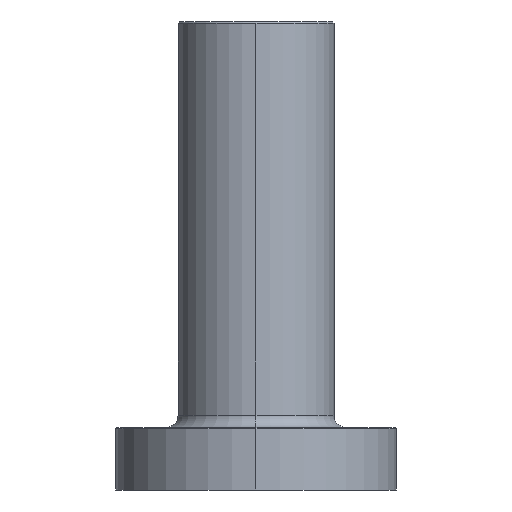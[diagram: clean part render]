
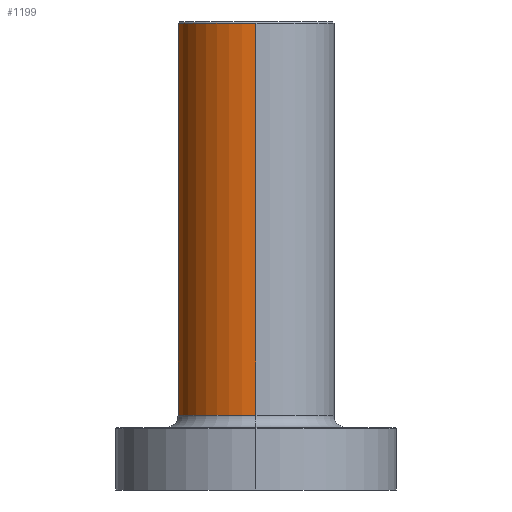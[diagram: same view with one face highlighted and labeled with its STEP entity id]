
A CAD part, left-side view. The second image highlights one B-rep face of the part: STEP entity #1199.
In plain terms, the highlighted cylindrical face has radius 12.5 mm (diameter 25 mm), a partial arc.
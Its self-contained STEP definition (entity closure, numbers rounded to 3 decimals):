
#109 = CARTESIAN_POINT ( 'NONE',  ( 12.5, 0., 12. ) ) ;
#115 = AXIS2_PLACEMENT_3D ( 'NONE', #1034, #415, #523 ) ;
#118 = DIRECTION ( 'NONE',  ( 0., 0., -1. ) ) ;
#124 = EDGE_CURVE ( 'NONE', #1295, #1059, #741, .T. ) ;
#197 = CARTESIAN_POINT ( 'NONE',  ( -12.5, 0., 12. ) ) ;
#221 = LINE ( 'NONE', #1049, #871 ) ;
#256 = EDGE_CURVE ( 'NONE', #1295, #1292, #822, .T. ) ;
#267 = EDGE_LOOP ( 'NONE', ( #554, #571, #517, #1160 ) ) ;
#279 = AXIS2_PLACEMENT_3D ( 'NONE', #761, #1175, #1015 ) ;
#353 = CYLINDRICAL_SURFACE ( 'NONE', #279, 12.5 ) ;
#415 = DIRECTION ( 'NONE',  ( 0., 0., -1. ) ) ;
#471 = EDGE_CURVE ( 'NONE', #1059, #472, #221, .T. ) ;
#472 = VERTEX_POINT ( 'NONE', #109 ) ;
#501 = DIRECTION ( 'NONE',  ( 1., 0., 0. ) ) ;
#517 = ORIENTED_EDGE ( 'NONE', *, *, #987, .T. ) ;
#523 = DIRECTION ( 'NONE',  ( 1., 0., 0. ) ) ;
#554 = ORIENTED_EDGE ( 'NONE', *, *, #124, .T. ) ;
#571 = ORIENTED_EDGE ( 'NONE', *, *, #471, .T. ) ;
#601 = VECTOR ( 'NONE', #852, 1000. ) ;
#741 = CIRCLE ( 'NONE', #115, 12.5 ) ;
#761 = CARTESIAN_POINT ( 'NONE',  ( 0., 0., 0. ) ) ;
#795 = DIRECTION ( 'NONE',  ( 0., 0., 1. ) ) ;
#822 = LINE ( 'NONE', #935, #601 ) ;
#852 = DIRECTION ( 'NONE',  ( 0., 0., -1. ) ) ;
#871 = VECTOR ( 'NONE', #118, 1000. ) ;
#930 = CARTESIAN_POINT ( 'NONE',  ( -12.5, 0., 74.8 ) ) ;
#935 = CARTESIAN_POINT ( 'NONE',  ( -12.5, 0., 0. ) ) ;
#987 = EDGE_CURVE ( 'NONE', #472, #1292, #1186, .T. ) ;
#1015 = DIRECTION ( 'NONE',  ( -1., 0., 0. ) ) ;
#1034 = CARTESIAN_POINT ( 'NONE',  ( 0., 0., 74.8 ) ) ;
#1049 = CARTESIAN_POINT ( 'NONE',  ( 12.5, 0., 0. ) ) ;
#1059 = VERTEX_POINT ( 'NONE', #1133 ) ;
#1133 = CARTESIAN_POINT ( 'NONE',  ( 12.5, 0., 74.8 ) ) ;
#1160 = ORIENTED_EDGE ( 'NONE', *, *, #256, .F. ) ;
#1175 = DIRECTION ( 'NONE',  ( 0., 0., -1. ) ) ;
#1186 = CIRCLE ( 'NONE', #1310, 12.5 ) ;
#1199 = ADVANCED_FACE ( 'NONE', ( #1284 ), #353, .T. ) ;
#1284 = FACE_OUTER_BOUND ( 'NONE', #267, .T. ) ;
#1292 = VERTEX_POINT ( 'NONE', #197 ) ;
#1295 = VERTEX_POINT ( 'NONE', #930 ) ;
#1310 = AXIS2_PLACEMENT_3D ( 'NONE', #1362, #795, #501 ) ;
#1362 = CARTESIAN_POINT ( 'NONE',  ( 0., 0., 12. ) ) ;
